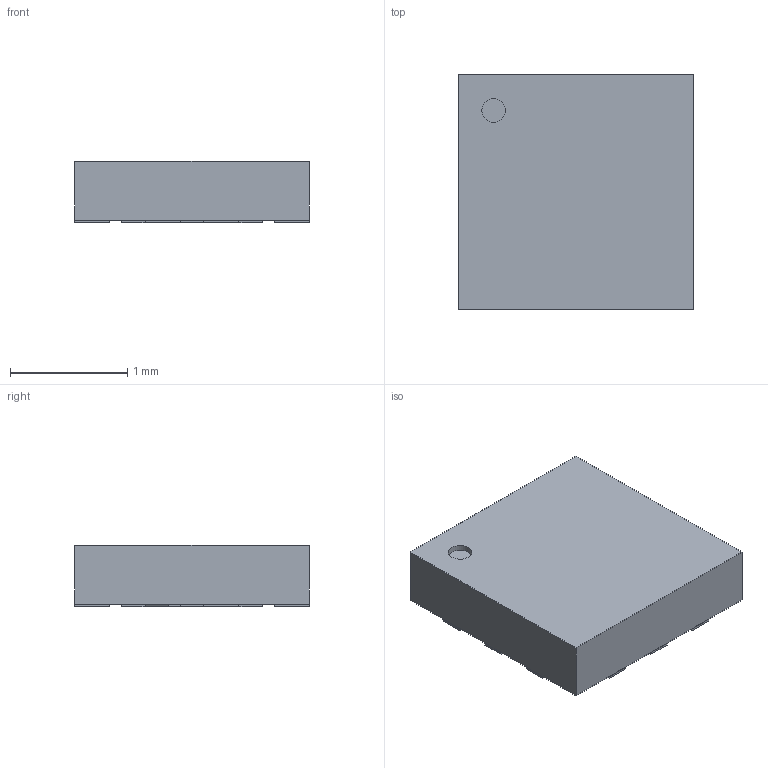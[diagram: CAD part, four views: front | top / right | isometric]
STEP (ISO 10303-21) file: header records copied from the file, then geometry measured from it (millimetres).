
FILE_DESCRIPTION(('FreeCAD Model'),'2;1');
FILE_NAME( 'GRF_QFN_2X2_12L.step', '2018-09-03T10:23:24',('Author'),(''), 'Open CASCADE STEP processor 6.8','FreeCAD','Unknown');
FILE_SCHEMA(('AUTOMOTIVE_DESIGN_CC2 { 1 2 10303 214 -1 1 5 4 }'));
Length unit declared in the file: millimetre
Products named in the file (5): Pocket; Extrude001; Extrude002; Extrude003; Extrude004
Bounding box: 2 x 2 x 0.52 mm (x, y, z)
Volume: 2 mm3; surface area: 14.8 mm2
Topology: 14 solids, 14 shells, 95 faces, 198 edges, 132 vertices
Faces by surface type: plane 86, cylinder 9
Full cylindrical faces by diameter (mm): 0.202 x1
Entity records: 5272 total; most frequent: CARTESIAN_POINT 828, DIRECTION 803, LINE 558, VECTOR 558, ORIENTED_EDGE 396, PCURVE 396, DEFINITIONAL_REPRESENTATION 396, EDGE_CURVE 198
